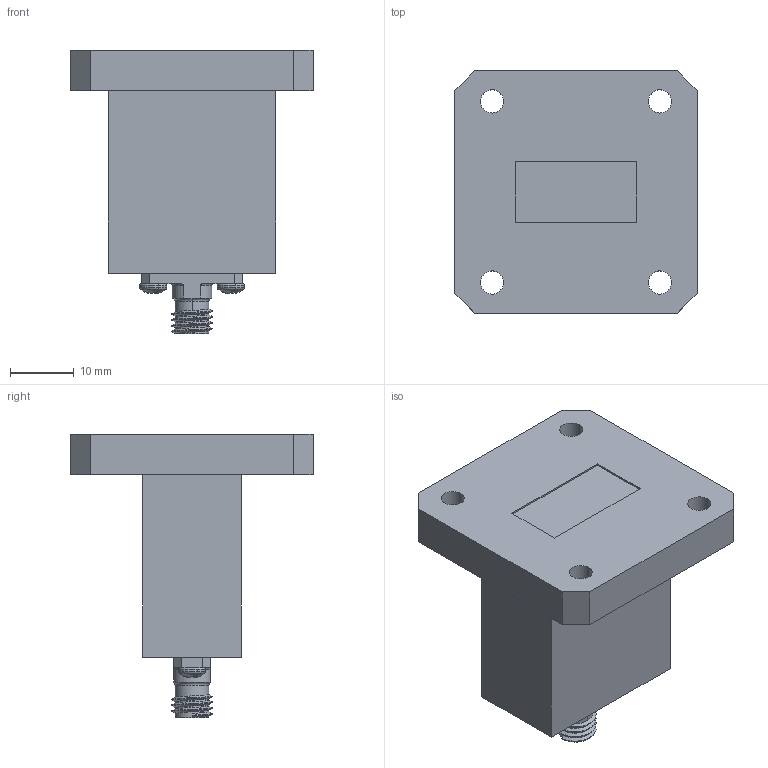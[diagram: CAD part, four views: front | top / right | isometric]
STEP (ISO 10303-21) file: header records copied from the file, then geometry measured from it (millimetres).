
FILE_DESCRIPTION (( 'STEP AP203' ), '1' );
FILE_NAME ('WC-7E-BX1, Female.STEP', '2022-10-06T14:58:02', ( '' ), ( '' ), 'SwSTEP 2.0', 'SolidWorks 2021', '' );
FILE_SCHEMA (( 'CONFIG_CONTROL_DESIGN' ));
Length unit declared in the file: inch
Products named in the file (1): WC-7E-BX1, Female
Bounding box: 38.1 x 38.1 x 44.58 mm (x, y, z)
Volume: 20879.6 mm3; surface area: 6740.7 mm2
Topology: 1 solids, 1 shells, 146 faces, 412 edges, 272 vertices
Faces by surface type: plane 68, cylinder 49, torus 12, cone 10, sphere 4, bspline 3
Entity records: 5500 total; most frequent: CARTESIAN_POINT 1748, ORIENTED_EDGE 824, DIRECTION 728, EDGE_CURVE 412, VERTEX_POINT 272, AXIS2_PLACEMENT_3D 271, VECTOR 186, LINE 186
